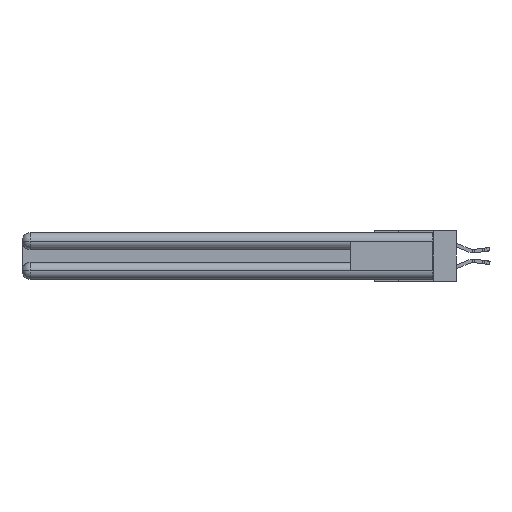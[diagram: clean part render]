
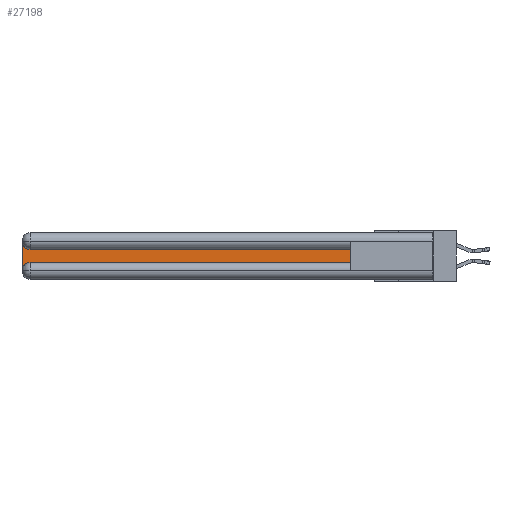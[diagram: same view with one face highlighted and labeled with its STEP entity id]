
A CAD part, left-side view. The second image highlights one B-rep face of the part: STEP entity #27198.
In plain terms, the highlighted planar face has unit normal (-1, 0, 0).
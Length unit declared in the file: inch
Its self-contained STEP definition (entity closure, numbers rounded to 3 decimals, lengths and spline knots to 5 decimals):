
#2709 = VERTEX_POINT ( 'NONE', #7872 ) ;
#2901 = CARTESIAN_POINT ( 'NONE',  ( 0.075, 3., -0.2175 ) ) ;
#3398 = VERTEX_POINT ( 'NONE', #13715 ) ;
#4301 = AXIS2_PLACEMENT_3D ( 'NONE', #11093, #28249, #18303 ) ;
#6012 = ORIENTED_EDGE ( 'NONE', *, *, #17611, .T. ) ;
#7294 = VECTOR ( 'NONE', #8040, 39.37008 ) ;
#7333 = CARTESIAN_POINT ( 'NONE',  ( 0.075, 0.6, -0.2175 ) ) ;
#7872 = CARTESIAN_POINT ( 'NONE',  ( 0.075, 2.94, -0.2175 ) ) ;
#8040 = DIRECTION ( 'NONE',  ( 0., 0., -1. ) ) ;
#8673 = LINE ( 'NONE', #7333, #12799 ) ;
#9474 = VECTOR ( 'NONE', #22834, 39.37008 ) ;
#10069 = EDGE_CURVE ( 'NONE', #3398, #29447, #23845, .T. ) ;
#10097 = CARTESIAN_POINT ( 'NONE',  ( 0.075, 3., -0.2775 ) ) ;
#10114 = CARTESIAN_POINT ( 'NONE',  ( 0.075, 0.6, -0.1225 ) ) ;
#10548 = EDGE_CURVE ( 'NONE', #12293, #2709, #25003, .T. ) ;
#11093 = CARTESIAN_POINT ( 'NONE',  ( 0.075, 2.94, -0.0625 ) ) ;
#11319 = CARTESIAN_POINT ( 'NONE',  ( 0.075, 3., -0.0625 ) ) ;
#12293 = VERTEX_POINT ( 'NONE', #10097 ) ;
#12581 = LINE ( 'NONE', #2901, #7294 ) ;
#12799 = VECTOR ( 'NONE', #24536, 39.37008 ) ;
#12945 = EDGE_LOOP ( 'NONE', ( #21656, #15703, #20776, #20648, #6012, #20414 ) ) ;
#13715 = CARTESIAN_POINT ( 'NONE',  ( 0.075, 0.6, -0.1225 ) ) ;
#14203 = CARTESIAN_POINT ( 'NONE',  ( 0.075, 2.94, -0.2775 ) ) ;
#14745 = EDGE_CURVE ( 'NONE', #29447, #17986, #30676, .T. ) ;
#15609 = DIRECTION ( 'NONE',  ( 0., 0., -1. ) ) ;
#15703 = ORIENTED_EDGE ( 'NONE', *, *, #14745, .T. ) ;
#15865 = VERTEX_POINT ( 'NONE', #24241 ) ;
#16562 = FACE_OUTER_BOUND ( 'NONE', #12945, .T. ) ;
#16648 = DIRECTION ( 'NONE',  ( 0., 0., -1. ) ) ;
#17451 = VECTOR ( 'NONE', #22540, 39.37008 ) ;
#17611 = EDGE_CURVE ( 'NONE', #2709, #15865, #8673, .T. ) ;
#17986 = VERTEX_POINT ( 'NONE', #11319 ) ;
#18041 = DIRECTION ( 'NONE',  ( 1., 0., 0. ) ) ;
#18303 = DIRECTION ( 'NONE',  ( 0., 0., -1. ) ) ;
#20029 = LINE ( 'NONE', #25050, #9474 ) ;
#20414 = ORIENTED_EDGE ( 'NONE', *, *, #22822, .T. ) ;
#20648 = ORIENTED_EDGE ( 'NONE', *, *, #10548, .T. ) ;
#20772 = CARTESIAN_POINT ( 'NONE',  ( 0.075, 3., -0.1225 ) ) ;
#20776 = ORIENTED_EDGE ( 'NONE', *, *, #29499, .T. ) ;
#21656 = ORIENTED_EDGE ( 'NONE', *, *, #10069, .T. ) ;
#22540 = DIRECTION ( 'NONE',  ( 0., 1., 0. ) ) ;
#22822 = EDGE_CURVE ( 'NONE', #15865, #3398, #20029, .T. ) ;
#22834 = DIRECTION ( 'NONE',  ( 0., 0., 1. ) ) ;
#23845 = LINE ( 'NONE', #10114, #17451 ) ;
#24241 = CARTESIAN_POINT ( 'NONE',  ( 0.075, 0.6, -0.2175 ) ) ;
#24536 = DIRECTION ( 'NONE',  ( 0., -1., 0. ) ) ;
#25003 = CIRCLE ( 'NONE', #27858, 0.06 ) ;
#25050 = CARTESIAN_POINT ( 'NONE',  ( 0.075, 0.6, -0.2175 ) ) ;
#27198 = ADVANCED_FACE ( 'NONE', ( #16562 ), #30286, .F. ) ;
#27858 = AXIS2_PLACEMENT_3D ( 'NONE', #14203, #28518, #16648 ) ;
#28249 = DIRECTION ( 'NONE',  ( 1., 0., 0. ) ) ;
#28263 = AXIS2_PLACEMENT_3D ( 'NONE', #20772, #18041, #15609 ) ;
#28518 = DIRECTION ( 'NONE',  ( 1., 0., 0. ) ) ;
#29447 = VERTEX_POINT ( 'NONE', #31123 ) ;
#29499 = EDGE_CURVE ( 'NONE', #17986, #12293, #12581, .T. ) ;
#30286 = PLANE ( 'NONE',  #28263 ) ;
#30676 = CIRCLE ( 'NONE', #4301, 0.06 ) ;
#31123 = CARTESIAN_POINT ( 'NONE',  ( 0.075, 2.94, -0.1225 ) ) ;
